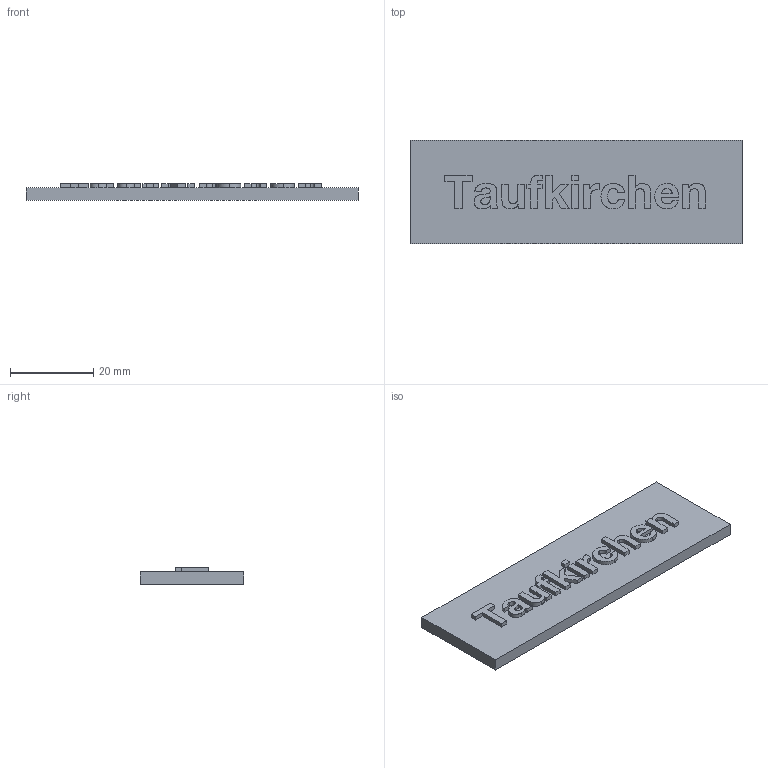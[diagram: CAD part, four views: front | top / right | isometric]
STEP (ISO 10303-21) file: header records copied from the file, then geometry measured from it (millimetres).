
FILE_DESCRIPTION(/* description */ (''),/* implementation_level */ '2;1');
FILE_NAME(/* name */ 'stationtaufkirchen.stp',/* time_stamp */ '2026-03-26T16:40:23+01:00',/* author */ ('goram'),/* organization */ (''),/* preprocessor_version */ 'ST-DEVELOPER v19.2',/* originating_system */ 'Autodesk Inventor 2023',/* authorisation */ '');
FILE_SCHEMA (('AUTOMOTIVE_DESIGN { 1 0 10303 214 3 1 1 }'));
Length unit declared in the file: millimetre
Products named in the file (1): stationsignname
Bounding box: 80 x 25 x 4 mm (x, y, z)
Volume: 6212.1 mm3; surface area: 4957.6 mm2
Topology: 1 solids, 1 shells, 153 faces, 411 edges, 274 vertices
Faces by surface type: plane 103, bspline 50
Entity records: 5104 total; most frequent: CARTESIAN_POINT 1565, ORIENTED_EDGE 822, DIRECTION 519, EDGE_CURVE 411, LINE 311, VECTOR 311, VERTEX_POINT 274, EDGE_LOOP 167
